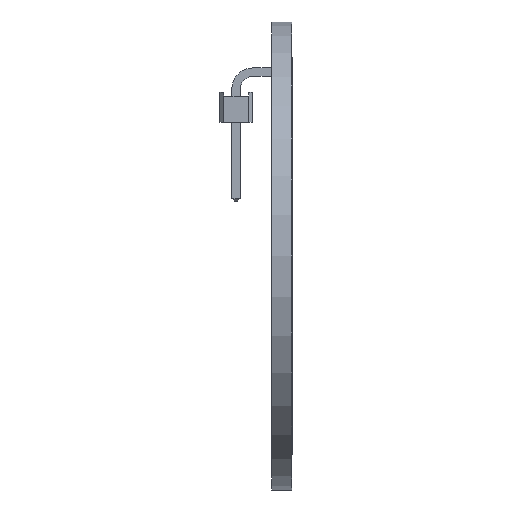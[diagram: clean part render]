
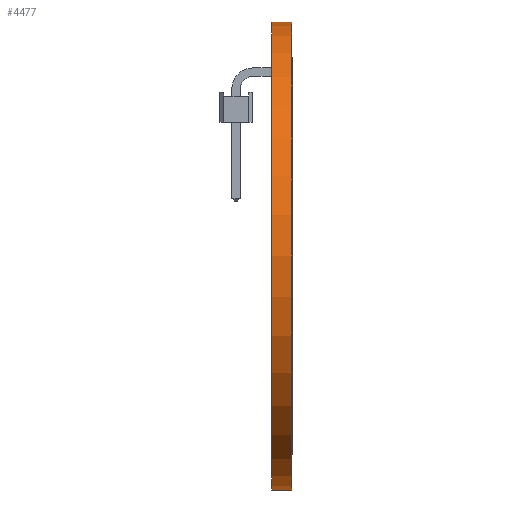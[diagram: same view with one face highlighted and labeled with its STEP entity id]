
A CAD part, left-side view. The second image highlights one B-rep face of the part: STEP entity #4477.
In plain terms, the highlighted cylindrical face has radius 17.78 mm (diameter 35.56 mm), a partial arc.
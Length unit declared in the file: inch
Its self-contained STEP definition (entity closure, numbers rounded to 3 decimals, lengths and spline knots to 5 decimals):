
#84 = AXIS2_PLACEMENT_3D ( 'NONE', #5787, #6891, #345 ) ;
#345 = DIRECTION ( 'NONE',  ( 0., 0., -1. ) ) ;
#398 = VECTOR ( 'NONE', #4745, 39.37008 ) ;
#968 = FACE_OUTER_BOUND ( 'NONE', #2000, .T. ) ;
#1132 = EDGE_CURVE ( 'NONE', #3504, #4840, #1361, .T. ) ;
#1295 = ORIENTED_EDGE ( 'NONE', *, *, #2153, .T. ) ;
#1361 = CIRCLE ( 'NONE', #2743, 0.7 ) ;
#1720 = EDGE_CURVE ( 'NONE', #3504, #2130, #2447, .T. ) ;
#1826 = AXIS2_PLACEMENT_3D ( 'NONE', #2314, #2327, #2168 ) ;
#1869 = ORIENTED_EDGE ( 'NONE', *, *, #1132, .F. ) ;
#1974 = EDGE_CURVE ( 'NONE', #4840, #3454, #4754, .T. ) ;
#2000 = EDGE_LOOP ( 'NONE', ( #4421, #1869, #5123, #1295 ) ) ;
#2130 = VERTEX_POINT ( 'NONE', #3014 ) ;
#2153 = EDGE_CURVE ( 'NONE', #2130, #3454, #6634, .T. ) ;
#2168 = DIRECTION ( 'NONE',  ( 0., 0., 1. ) ) ;
#2314 = CARTESIAN_POINT ( 'NONE',  ( 0., -0.03, 0. ) ) ;
#2327 = DIRECTION ( 'NONE',  ( 0., 1., 0. ) ) ;
#2447 = LINE ( 'NONE', #6718, #6824 ) ;
#2743 = AXIS2_PLACEMENT_3D ( 'NONE', #4303, #4271, #4242 ) ;
#3014 = CARTESIAN_POINT ( 'NONE',  ( 0., -0.03, -0.7 ) ) ;
#3454 = VERTEX_POINT ( 'NONE', #3667 ) ;
#3504 = VERTEX_POINT ( 'NONE', #4263 ) ;
#3667 = CARTESIAN_POINT ( 'NONE',  ( 0., -0.03, 0.7 ) ) ;
#4242 = DIRECTION ( 'NONE',  ( 0., 0., 1. ) ) ;
#4263 = CARTESIAN_POINT ( 'NONE',  ( 0., 0.03, -0.7 ) ) ;
#4271 = DIRECTION ( 'NONE',  ( 0., 1., 0. ) ) ;
#4303 = CARTESIAN_POINT ( 'NONE',  ( 0., 0.03, 0. ) ) ;
#4421 = ORIENTED_EDGE ( 'NONE', *, *, #1974, .F. ) ;
#4477 = ADVANCED_FACE ( 'NONE', ( #968 ), #4946, .T. ) ;
#4638 = CARTESIAN_POINT ( 'NONE',  ( 0., 0.03, 0.7 ) ) ;
#4745 = DIRECTION ( 'NONE',  ( 0., -1., 0. ) ) ;
#4754 = LINE ( 'NONE', #4638, #398 ) ;
#4840 = VERTEX_POINT ( 'NONE', #5705 ) ;
#4946 = CYLINDRICAL_SURFACE ( 'NONE', #84, 0.7 ) ;
#5123 = ORIENTED_EDGE ( 'NONE', *, *, #1720, .T. ) ;
#5643 = DIRECTION ( 'NONE',  ( 0., -1., 0. ) ) ;
#5705 = CARTESIAN_POINT ( 'NONE',  ( 0., 0.03, 0.7 ) ) ;
#5787 = CARTESIAN_POINT ( 'NONE',  ( 0., 0.03, 0. ) ) ;
#6634 = CIRCLE ( 'NONE', #1826, 0.7 ) ;
#6718 = CARTESIAN_POINT ( 'NONE',  ( 0., 0.03, -0.7 ) ) ;
#6824 = VECTOR ( 'NONE', #5643, 39.37008 ) ;
#6891 = DIRECTION ( 'NONE',  ( 0., -1., 0. ) ) ;
